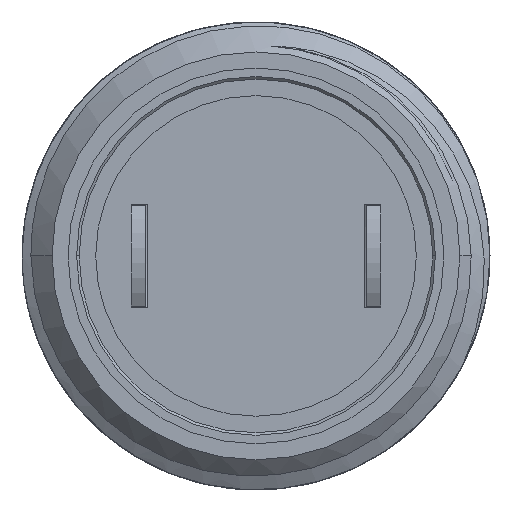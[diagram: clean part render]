
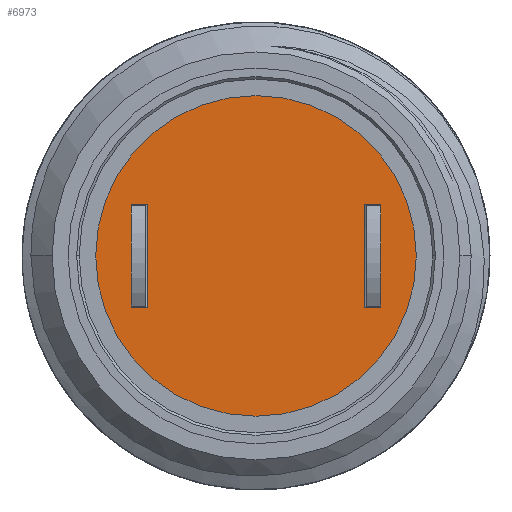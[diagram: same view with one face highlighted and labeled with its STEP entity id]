
A CAD part, front view. The second image highlights one B-rep face of the part: STEP entity #6973.
In plain terms, the highlighted planar face has unit normal (0, -1, 0).
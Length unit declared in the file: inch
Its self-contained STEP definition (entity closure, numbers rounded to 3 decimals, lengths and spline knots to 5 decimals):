
#6330=DIRECTION('',(-1.,0.,0.));
#6331=VECTOR('',#6330,0.016);
#6332=CARTESIAN_POINT('',(0.12452,-0.228,-0.0515));
#6333=LINE('',#6332,#6331);
#6334=DIRECTION('',(0.,0.,-1.));
#6335=VECTOR('',#6334,0.103);
#6336=CARTESIAN_POINT('',(0.12452,-0.228,0.0515));
#6337=LINE('',#6336,#6335);
#6338=DIRECTION('',(1.,0.,0.));
#6339=VECTOR('',#6338,0.016);
#6340=CARTESIAN_POINT('',(0.10852,-0.228,0.0515));
#6341=LINE('',#6340,#6339);
#6342=DIRECTION('',(0.,0.,1.));
#6343=VECTOR('',#6342,0.103);
#6344=CARTESIAN_POINT('',(0.10852,-0.228,-0.0515));
#6345=LINE('',#6344,#6343);
#6346=DIRECTION('',(0.,0.,1.));
#6347=VECTOR('',#6346,0.103);
#6348=CARTESIAN_POINT('',(-0.12452,-0.228,-0.0515));
#6349=LINE('',#6348,#6347);
#6350=DIRECTION('',(-1.,0.,0.));
#6351=VECTOR('',#6350,0.016);
#6352=CARTESIAN_POINT('',(-0.10852,-0.228,-0.0515));
#6353=LINE('',#6352,#6351);
#6354=DIRECTION('',(0.,0.,-1.));
#6355=VECTOR('',#6354,0.103);
#6356=CARTESIAN_POINT('',(-0.10852,-0.228,0.0515));
#6357=LINE('',#6356,#6355);
#6358=DIRECTION('',(1.,0.,0.));
#6359=VECTOR('',#6358,0.016);
#6360=CARTESIAN_POINT('',(-0.12452,-0.228,0.0515));
#6361=LINE('',#6360,#6359);
#6366=CARTESIAN_POINT('',(0.,-0.228,0.));
#6367=DIRECTION('',(0.,-1.,0.));
#6368=DIRECTION('',(1.,0.,0.));
#6369=AXIS2_PLACEMENT_3D('',#6366,#6367,#6368);
#6375=CARTESIAN_POINT('',(0.,-0.228,0.));
#6376=DIRECTION('',(0.,1.,0.));
#6377=DIRECTION('',(1.,0.,0.));
#6378=AXIS2_PLACEMENT_3D('',#6375,#6376,#6377);
#6802=CARTESIAN_POINT('',(0.16,-0.228,0.));
#6804=VERTEX_POINT('',#6802);
#6810=CARTESIAN_POINT('',(-0.16,-0.228,0.));
#6812=VERTEX_POINT('',#6810);
#6858=CARTESIAN_POINT('',(0.12452,-0.228,-0.0515));
#6859=CARTESIAN_POINT('',(0.10852,-0.228,-0.0515));
#6860=VERTEX_POINT('',#6858);
#6861=VERTEX_POINT('',#6859);
#6862=CARTESIAN_POINT('',(0.10852,-0.228,0.0515));
#6863=VERTEX_POINT('',#6862);
#6864=CARTESIAN_POINT('',(0.12452,-0.228,0.0515));
#6865=VERTEX_POINT('',#6864);
#6866=CARTESIAN_POINT('',(-0.12452,-0.228,-0.0515));
#6867=CARTESIAN_POINT('',(-0.12452,-0.228,0.0515));
#6868=VERTEX_POINT('',#6866);
#6869=VERTEX_POINT('',#6867);
#6870=CARTESIAN_POINT('',(-0.10852,-0.228,0.0515));
#6871=VERTEX_POINT('',#6870);
#6872=CARTESIAN_POINT('',(-0.10852,-0.228,-0.0515));
#6873=VERTEX_POINT('',#6872);
#6942=CARTESIAN_POINT('',(0.,-0.228,0.));
#6943=DIRECTION('',(0.,1.,0.));
#6944=DIRECTION('',(1.,0.,0.));
#6945=AXIS2_PLACEMENT_3D('',#6942,#6943,#6944);
#6946=PLANE('',#6945);
#6948=ORIENTED_EDGE('',*,*,#6947,.F.);
#6950=ORIENTED_EDGE('',*,*,#6949,.T.);
#6951=EDGE_LOOP('',(#6948,#6950));
#6952=FACE_OUTER_BOUND('',#6951,.F.);
#6954=ORIENTED_EDGE('',*,*,#6953,.F.);
#6956=ORIENTED_EDGE('',*,*,#6955,.F.);
#6958=ORIENTED_EDGE('',*,*,#6957,.F.);
#6960=ORIENTED_EDGE('',*,*,#6959,.F.);
#6961=EDGE_LOOP('',(#6954,#6956,#6958,#6960));
#6962=FACE_BOUND('',#6961,.F.);
#6964=ORIENTED_EDGE('',*,*,#6963,.F.);
#6966=ORIENTED_EDGE('',*,*,#6965,.F.);
#6968=ORIENTED_EDGE('',*,*,#6967,.F.);
#6970=ORIENTED_EDGE('',*,*,#6969,.F.);
#6971=EDGE_LOOP('',(#6964,#6966,#6968,#6970));
#6972=FACE_BOUND('',#6971,.F.);
#6973=ADVANCED_FACE('',(#6952,#6962,#6972),#6946,.F.);
#6370=CIRCLE('',#6369,0.16);
#6379=CIRCLE('',#6378,0.16);
#6947=EDGE_CURVE('',#6804,#6812,#6370,.T.);
#6949=EDGE_CURVE('',#6804,#6812,#6379,.T.);
#6953=EDGE_CURVE('',#6860,#6861,#6333,.T.);
#6955=EDGE_CURVE('',#6865,#6860,#6337,.T.);
#6957=EDGE_CURVE('',#6863,#6865,#6341,.T.);
#6959=EDGE_CURVE('',#6861,#6863,#6345,.T.);
#6963=EDGE_CURVE('',#6868,#6869,#6349,.T.);
#6965=EDGE_CURVE('',#6873,#6868,#6353,.T.);
#6967=EDGE_CURVE('',#6871,#6873,#6357,.T.);
#6969=EDGE_CURVE('',#6869,#6871,#6361,.T.);
